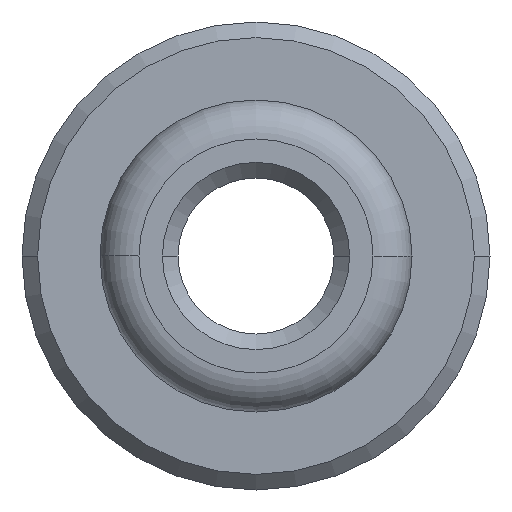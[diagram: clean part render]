
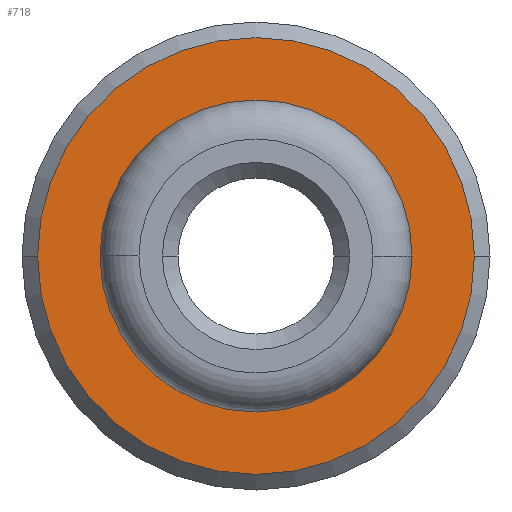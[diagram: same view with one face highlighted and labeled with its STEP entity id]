
A CAD part, front view. The second image highlights one B-rep face of the part: STEP entity #718.
In plain terms, the highlighted planar face has unit normal (0, -1, 0).
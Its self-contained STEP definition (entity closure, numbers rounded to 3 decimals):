
#160=CARTESIAN_POINT('',(0.,16.,0.));
#161=DIRECTION('',(0.,1.,0.));
#162=DIRECTION('',(1.,0.,0.));
#163=AXIS2_PLACEMENT_3D('',#160,#161,#162);
#165=CARTESIAN_POINT('',(0.,16.,0.));
#166=DIRECTION('',(0.,-1.,0.));
#167=DIRECTION('',(1.,0.,0.));
#168=AXIS2_PLACEMENT_3D('',#165,#166,#167);
#170=CARTESIAN_POINT('',(0.,16.,0.));
#171=DIRECTION('',(0.,1.,0.));
#172=DIRECTION('',(1.,0.,0.));
#173=AXIS2_PLACEMENT_3D('',#170,#171,#172);
#175=CARTESIAN_POINT('',(0.,16.,0.));
#176=DIRECTION('',(0.,1.,0.));
#177=DIRECTION('',(-1.,0.,0.));
#178=AXIS2_PLACEMENT_3D('',#175,#176,#177);
#367=CARTESIAN_POINT('',(2.,16.,0.));
#368=CARTESIAN_POINT('',(-2.,16.,0.));
#369=VERTEX_POINT('',#367);
#370=VERTEX_POINT('',#368);
#439=CARTESIAN_POINT('',(2.8,16.,0.));
#440=CARTESIAN_POINT('',(-2.8,16.,0.));
#441=VERTEX_POINT('',#439);
#442=VERTEX_POINT('',#440);
#703=CARTESIAN_POINT('',(0.,16.,0.));
#704=DIRECTION('',(0.,1.,0.));
#705=DIRECTION('',(1.,0.,0.));
#706=AXIS2_PLACEMENT_3D('',#703,#704,#705);
#707=PLANE('',#706);
#709=ORIENTED_EDGE('',*,*,#708,.T.);
#711=ORIENTED_EDGE('',*,*,#710,.T.);
#712=EDGE_LOOP('',(#709,#711));
#713=FACE_OUTER_BOUND('',#712,.F.);
#714=ORIENTED_EDGE('',*,*,#625,.F.);
#715=ORIENTED_EDGE('',*,*,#683,.T.);
#716=EDGE_LOOP('',(#714,#715));
#717=FACE_BOUND('',#716,.F.);
#718=ADVANCED_FACE('',(#713,#717),#707,.F.);
#164=CIRCLE('',#163,2.);
#169=CIRCLE('',#168,2.);
#174=CIRCLE('',#173,2.8);
#179=CIRCLE('',#178,2.8);
#625=EDGE_CURVE('',#369,#370,#164,.T.);
#683=EDGE_CURVE('',#369,#370,#169,.T.);
#708=EDGE_CURVE('',#441,#442,#174,.T.);
#710=EDGE_CURVE('',#442,#441,#179,.T.);
